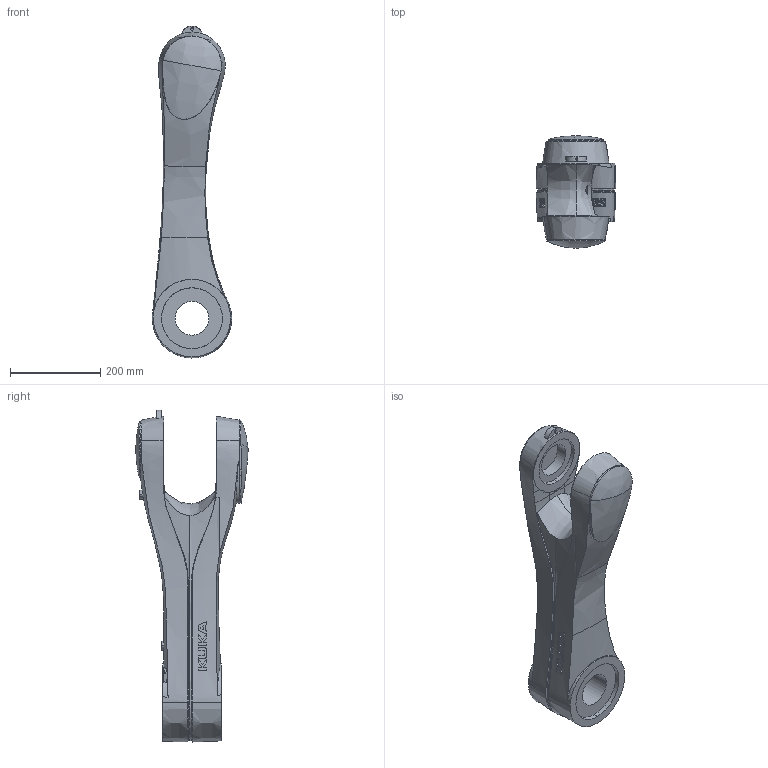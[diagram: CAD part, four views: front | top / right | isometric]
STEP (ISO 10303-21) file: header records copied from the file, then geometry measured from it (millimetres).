
FILE_DESCRIPTION(('CATIA V5 STEP Exchange'),'2;1');
FILE_NAME('Axis2.stp','2024-08-04T13:33:40+00:00',('none'),('none'),'CATIA Version 5 Release 21 GA (IN-10)','CATIA V5 STEP AP203','none');
FILE_SCHEMA(('CONFIG_CONTROL_DESIGN'));
Length unit declared in the file: millimetre
Products named in the file (1): GREPC1BDNVPG_2
Bounding box: 175.97 x 249 x 735.48 mm (x, y, z)
Volume: 6763029.4 mm3; surface area: 647455 mm2
Topology: 1 solids, 1 shells, 386 faces, 1029 edges, 664 vertices
Faces by surface type: plane 167, bspline 83, cylinder 68, cone 30, extrusion 18, torus 12, sphere 8
Entity records: 20113 total; most frequent: CARTESIAN_POINT 12097, ORIENTED_EDGE 2034, EDGE_CURVE 1017, DIRECTION 976, VERTEX_POINT 664, B_SPLINE_CURVE_WITH_KNOTS 617, EDGE_LOOP 421, AXIS2_PLACEMENT_3D 414
